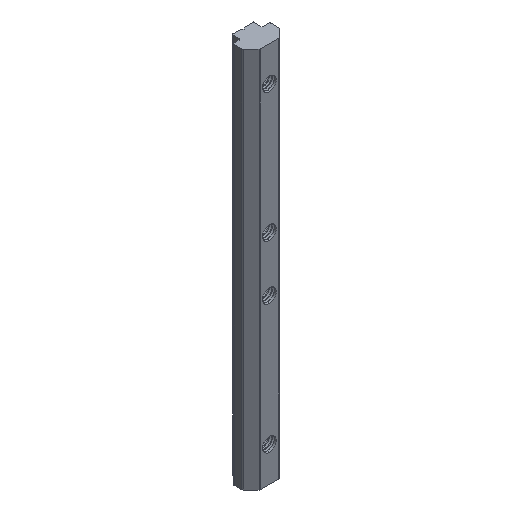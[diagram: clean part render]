
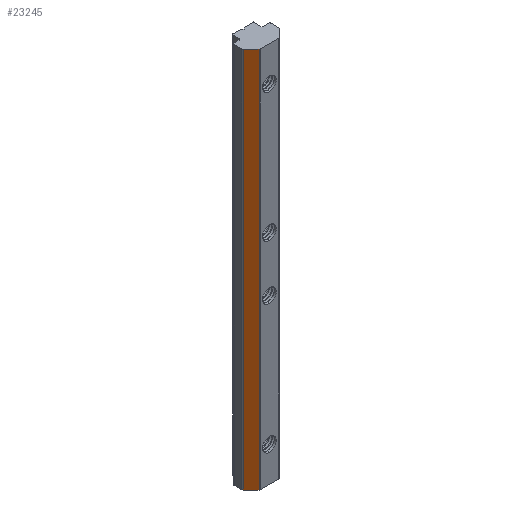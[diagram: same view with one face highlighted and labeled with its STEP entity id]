
A CAD part, isometric view. The second image highlights one B-rep face of the part: STEP entity #23245.
In plain terms, the highlighted planar face has unit normal (-0.707, -0.707, 0).
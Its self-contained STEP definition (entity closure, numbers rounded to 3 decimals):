
#432 = EDGE_CURVE ( 'NONE', #1343, #6305, #20191, .T. ) ;
#1047 = DIRECTION ( 'NONE',  ( -0.707, 0.707, 0. ) ) ;
#1343 = VERTEX_POINT ( 'NONE', #5900 ) ;
#1654 = FACE_OUTER_BOUND ( 'NONE', #16773, .T. ) ;
#2003 = ORIENTED_EDGE ( 'NONE', *, *, #12792, .F. ) ;
#2484 = ORIENTED_EDGE ( 'NONE', *, *, #16635, .T. ) ;
#3280 = VERTEX_POINT ( 'NONE', #9489 ) ;
#5561 = EDGE_CURVE ( 'NONE', #1343, #3280, #13332, .T. ) ;
#5900 = CARTESIAN_POINT ( 'NONE',  ( -6.604, -1.846, 70. ) ) ;
#6305 = VERTEX_POINT ( 'NONE', #24055 ) ;
#6389 = LINE ( 'NONE', #15188, #16856 ) ;
#7574 = DIRECTION ( 'NONE',  ( 0., 0., 1. ) ) ;
#9489 = CARTESIAN_POINT ( 'NONE',  ( -6.604, -1.846, -70. ) ) ;
#9928 = B_SPLINE_CURVE_WITH_KNOTS ( 'NONE', 1,
 ( #21821, #14570 ),
 .UNSPECIFIED., .F., .F.,
 ( 2, 2 ),
 ( 0., 1. ),
 .UNSPECIFIED. ) ;
#11615 = CARTESIAN_POINT ( 'NONE',  ( -6.604, -1.846, -70. ) ) ;
#12792 = EDGE_CURVE ( 'NONE', #16555, #3280, #6389, .T. ) ;
#13332 = B_SPLINE_CURVE_WITH_KNOTS ( 'NONE', 1,
 ( #22841, #11615 ),
 .UNSPECIFIED., .F., .F.,
 ( 2, 2 ),
 ( 0., 1. ),
 .UNSPECIFIED. ) ;
#14570 = CARTESIAN_POINT ( 'NONE',  ( -3.696, -4.754, 70. ) ) ;
#14902 = AXIS2_PLACEMENT_3D ( 'NONE', #17383, #19218, #7574 ) ;
#15188 = CARTESIAN_POINT ( 'NONE',  ( -3.696, -4.754, -70. ) ) ;
#16208 = ORIENTED_EDGE ( 'NONE', *, *, #432, .F. ) ;
#16555 = VERTEX_POINT ( 'NONE', #17845 ) ;
#16635 = EDGE_CURVE ( 'NONE', #16555, #6305, #9928, .T. ) ;
#16773 = EDGE_LOOP ( 'NONE', ( #2484, #16208, #18196, #2003 ) ) ;
#16856 = VECTOR ( 'NONE', #1047, 1000. ) ;
#17383 = CARTESIAN_POINT ( 'NONE',  ( -3.696, -4.754, -70. ) ) ;
#17845 = CARTESIAN_POINT ( 'NONE',  ( -3.696, -4.754, -70. ) ) ;
#18196 = ORIENTED_EDGE ( 'NONE', *, *, #5561, .T. ) ;
#19218 = DIRECTION ( 'NONE',  ( -0.707, -0.707, 0. ) ) ;
#20191 = LINE ( 'NONE', #22560, #23920 ) ;
#21821 = CARTESIAN_POINT ( 'NONE',  ( -3.696, -4.754, -70. ) ) ;
#22560 = CARTESIAN_POINT ( 'NONE',  ( -6.604, -1.846, 70. ) ) ;
#22662 = PLANE ( 'NONE',  #14902 ) ;
#22841 = CARTESIAN_POINT ( 'NONE',  ( -6.604, -1.846, 70. ) ) ;
#23245 = ADVANCED_FACE ( 'NONE', ( #1654 ), #22662, .T. ) ;
#23549 = DIRECTION ( 'NONE',  ( 0.707, -0.707, 0. ) ) ;
#23920 = VECTOR ( 'NONE', #23549, 1000. ) ;
#24055 = CARTESIAN_POINT ( 'NONE',  ( -3.696, -4.754, 70. ) ) ;
